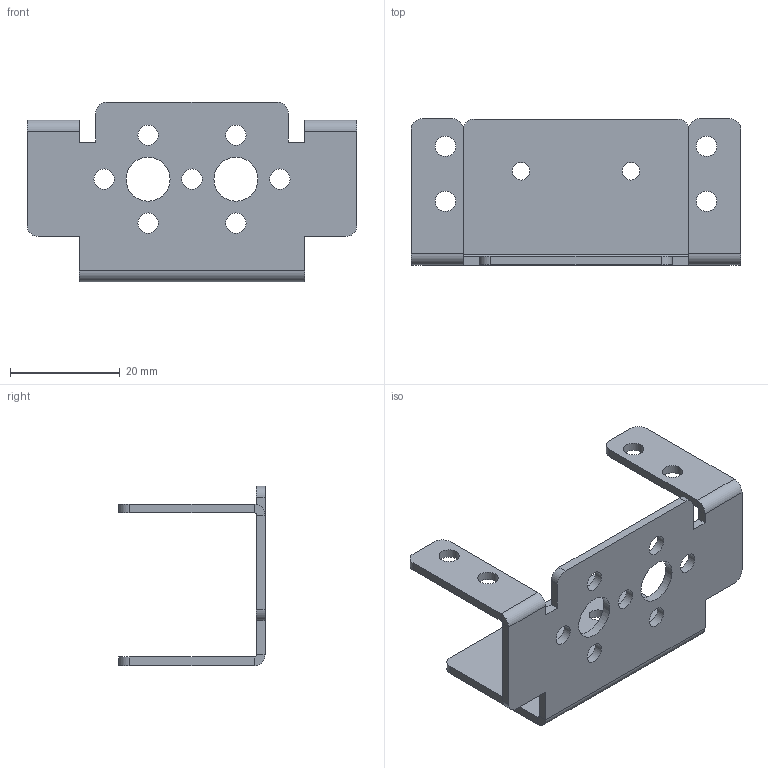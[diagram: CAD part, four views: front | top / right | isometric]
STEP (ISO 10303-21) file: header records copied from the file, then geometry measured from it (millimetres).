
FILE_DESCRIPTION(/* description */ (''),/* implementation_level */ '2;1');
FILE_NAME(/* name */ 'Tetrix_739060.ipt.stp',/* time_stamp */ '2014-12-18T17:45:50-08:00',/* author */ ('Autodesk Inc.'),/* organization */ ('Autodesk Inc.'),/* preprocessor_version */ 'ST-DEVELOPER v15.6',/* originating_system */ 'Autodesk Inventor 2015',/* authorisation */ '');
FILE_SCHEMA (('AUTOMOTIVE_DESIGN { 1 0 10303 214 3 1 1 }'));
Length unit declared in the file: millimetre
Products named in the file (1): Tetrix_739060
Bounding box: 60 x 26.6 x 32.67 mm (x, y, z)
Volume: 4679 mm3; surface area: 6709.5 mm2
Topology: 1 solids, 1 shells, 67 faces, 171 edges, 106 vertices
Faces by surface type: plane 36, cylinder 31
Full cylindrical faces by diameter (mm): 3.2 x2, 3.7 x11, 8 x2
Entity records: 2098 total; most frequent: DIRECTION 354, CARTESIAN_POINT 330, ORIENTED_EDGE 312, EDGE_CURVE 156, AXIS2_PLACEMENT_3D 130, EDGE_LOOP 112, VERTEX_POINT 106, LINE 94
